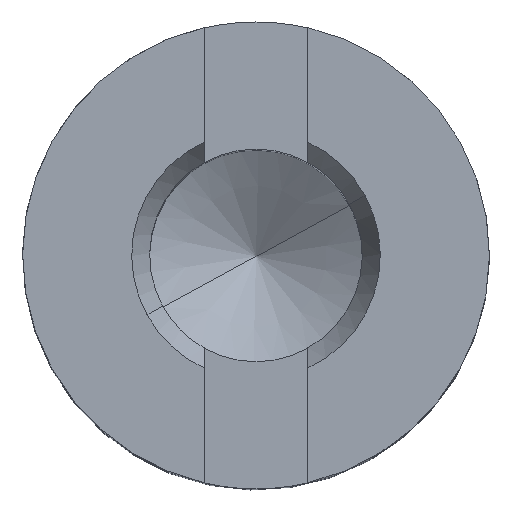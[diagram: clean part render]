
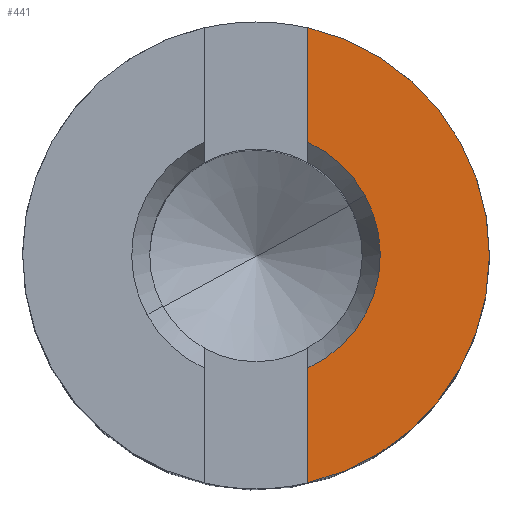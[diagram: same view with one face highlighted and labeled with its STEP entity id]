
A CAD part, top view. The second image highlights one B-rep face of the part: STEP entity #441.
In plain terms, the highlighted planar face has unit normal (0, 0, 1).
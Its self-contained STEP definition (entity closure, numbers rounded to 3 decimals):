
#347=AXIS2_PLACEMENT_3D('Circle Axis2P3D',#345,#346,$) ;
#398=AXIS2_PLACEMENT_3D('Plane Axis2P3D',#395,#396,#397) ;
#402=AXIS2_PLACEMENT_3D('Circle Axis2P3D',#400,#401,$) ;
#416=AXIS2_PLACEMENT_3D('Circle Axis2P3D',#414,#415,$) ;
#423=AXIS2_PLACEMENT_3D('Circle Axis2P3D',#421,#422,$) ;
#342=CARTESIAN_POINT('Vertex',(2.75,4.444,12.)) ;
#345=CARTESIAN_POINT('Axis2P3D Location',(2.25,2.25,12.)) ;
#349=CARTESIAN_POINT('Vertex',(4.225,3.329,12.)) ;
#395=CARTESIAN_POINT('Axis2P3D Location',(4.5,2.25,12.)) ;
#400=CARTESIAN_POINT('Axis2P3D Location',(2.25,2.25,12.)) ;
#404=CARTESIAN_POINT('Vertex',(2.75,0.056,12.)) ;
#407=CARTESIAN_POINT('Line Origine',(2.75,3.891,12.)) ;
#411=CARTESIAN_POINT('Vertex',(2.75,3.339,12.)) ;
#414=CARTESIAN_POINT('Axis2P3D Location',(2.25,2.25,12.)) ;
#418=CARTESIAN_POINT('Vertex',(3.302,2.824,12.)) ;
#421=CARTESIAN_POINT('Axis2P3D Location',(2.25,2.25,12.)) ;
#425=CARTESIAN_POINT('Vertex',(2.75,1.161,12.)) ;
#428=CARTESIAN_POINT('Line Origine',(2.75,0.609,12.)) ;
#346=DIRECTION('Axis2P3D Direction',(-0.,0.,1.)) ;
#396=DIRECTION('Axis2P3D Direction',(-0.,0.,1.)) ;
#397=DIRECTION('Axis2P3D XDirection',(1.,0.,0.)) ;
#401=DIRECTION('Axis2P3D Direction',(-0.,0.,1.)) ;
#408=DIRECTION('Vector Direction',(0.,1.,0.)) ;
#415=DIRECTION('Axis2P3D Direction',(-0.,0.,1.)) ;
#422=DIRECTION('Axis2P3D Direction',(-0.,0.,1.)) ;
#429=DIRECTION('Vector Direction',(0.,1.,0.)) ;
#409=VECTOR('Line Direction',#408,1.) ;
#430=VECTOR('Line Direction',#429,1.) ;
#434=ORIENTED_EDGE('',*,*,#406,.T.) ;
#435=ORIENTED_EDGE('',*,*,#351,.T.) ;
#436=ORIENTED_EDGE('',*,*,#413,.F.) ;
#437=ORIENTED_EDGE('',*,*,#420,.F.) ;
#438=ORIENTED_EDGE('',*,*,#427,.F.) ;
#439=ORIENTED_EDGE('',*,*,#432,.F.) ;
#441=ADVANCED_FACE('K\X2\00F6\X0\rper.3',(#440),#399,.T.) ;
#348=CIRCLE('generated circle',#347,2.25) ;
#403=CIRCLE('generated circle',#402,2.25) ;
#417=CIRCLE('generated circle',#416,1.198) ;
#424=CIRCLE('generated circle',#423,1.198) ;
#351=EDGE_CURVE('',#350,#343,#348,.T.) ;
#406=EDGE_CURVE('',#405,#350,#403,.T.) ;
#413=EDGE_CURVE('',#412,#343,#410,.T.) ;
#420=EDGE_CURVE('',#419,#412,#417,.T.) ;
#427=EDGE_CURVE('',#426,#419,#424,.T.) ;
#432=EDGE_CURVE('',#405,#426,#431,.T.) ;
#433=EDGE_LOOP('',(#434,#435,#436,#437,#438,#439)) ;
#440=FACE_OUTER_BOUND('',#433,.T.) ;
#410=LINE('Line',#407,#409) ;
#431=LINE('Line',#428,#430) ;
#399=PLANE('',#398) ;
#343=VERTEX_POINT('',#342) ;
#350=VERTEX_POINT('',#349) ;
#405=VERTEX_POINT('',#404) ;
#412=VERTEX_POINT('',#411) ;
#419=VERTEX_POINT('',#418) ;
#426=VERTEX_POINT('',#425) ;
